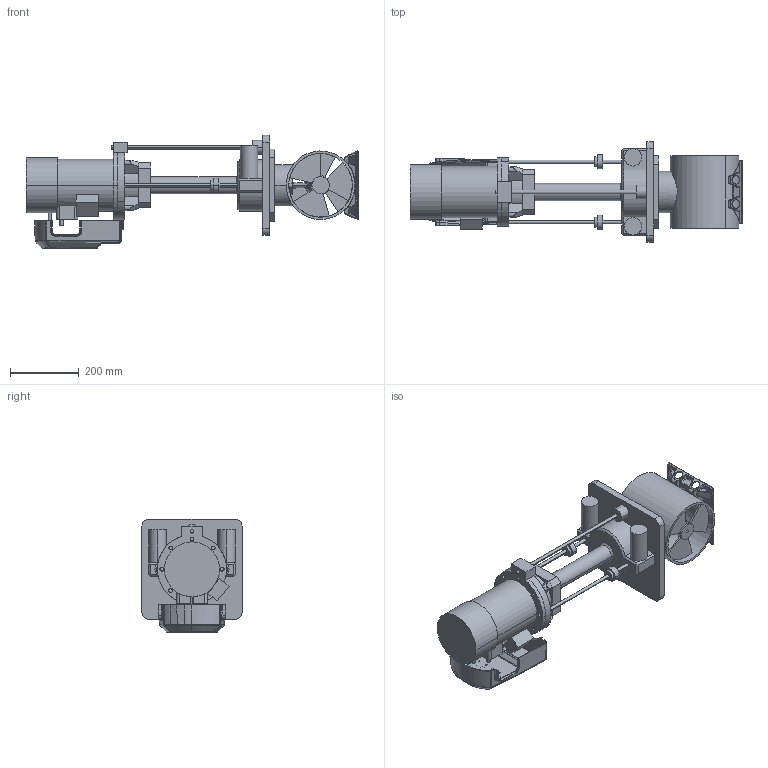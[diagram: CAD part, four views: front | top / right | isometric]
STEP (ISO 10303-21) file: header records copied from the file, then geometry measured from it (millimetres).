
FILE_DESCRIPTION(('CATIA V5 STEP Exchange'),'2;1');
FILE_NAME('VIP 150 elect-closed.stp','2014-12-02T10:08:33+00:00',('none'),('none'),'CATIA Version 5 Release 21 GA (IN-10)','CATIA V5 STEP AP203','none');
FILE_SCHEMA(('CONFIG_CONTROL_DESIGN'));
Products named in the file (1): VIP150elec-closed
Bounding box: 962.5 x 290 x 328.92 mm (x, y, z)
Volume: 13690559.2 mm3; surface area: 1388129.9 mm2
Topology: 11 solids, 326 shells, 1265 faces, 4161 edges, 3208 vertices
Faces by surface type: plane 432, cylinder 431, bspline 311, cone 46, sphere 40, revolution 5
Entity records: 66920 total; most frequent: CARTESIAN_POINT 36860, ORIENTED_EDGE 6214, EDGE_CURVE 4083, DIRECTION 3931, VERTEX_POINT 3208, VECTOR 1877, LINE 1877, EDGE_LOOP 1350
